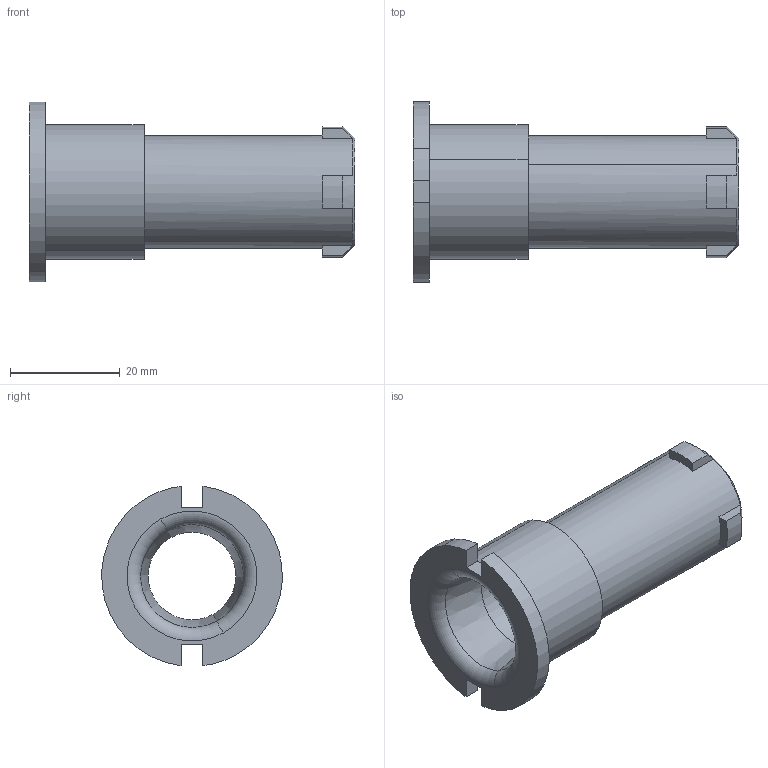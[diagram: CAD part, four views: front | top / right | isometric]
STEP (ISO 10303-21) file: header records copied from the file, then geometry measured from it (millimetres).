
FILE_DESCRIPTION(('CATIA V5 STEP'),'2;1');
FILE_NAME('Axe_R.stp','2020-10-23T07:13:09+00:00',('none'),('none'),'Version 5-6 Release 2012','CATIA V5 STEP AP203','none');
FILE_SCHEMA(('CONFIG_CONTROL_DESIGN'));
Length unit declared in the file: millimetre
Products named in the file (1): Part1
Bounding box: 59.5 x 32.94 x 32.76 mm (x, y, z)
Volume: 11351.5 mm3; surface area: 8476.2 mm2
Topology: 1 solids, 1 shells, 44 faces, 112 edges, 72 vertices
Faces by surface type: plane 22, cylinder 14, cone 6, torus 2
Entity records: 1291 total; most frequent: CARTESIAN_POINT 255, ORIENTED_EDGE 224, DIRECTION 164, EDGE_CURVE 112, AXIS2_PLACEMENT_3D 77, VERTEX_POINT 72, VECTOR 58, LINE 58
